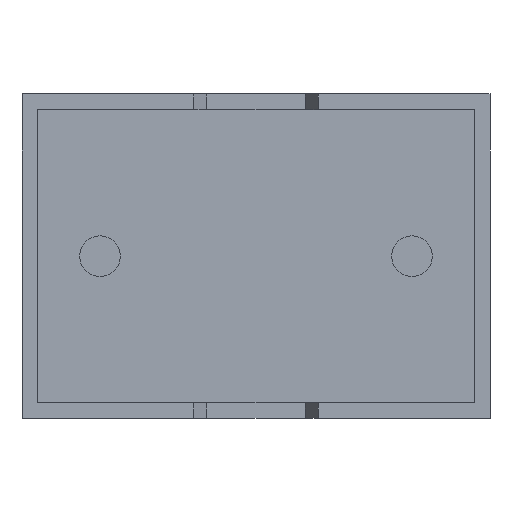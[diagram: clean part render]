
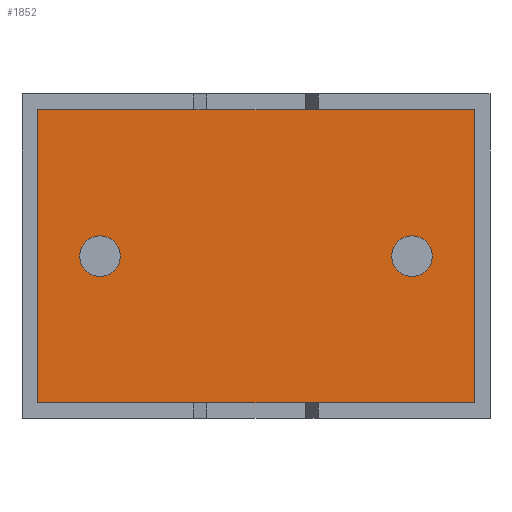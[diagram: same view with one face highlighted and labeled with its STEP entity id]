
A CAD part, front view. The second image highlights one B-rep face of the part: STEP entity #1852.
In plain terms, the highlighted planar face has unit normal (0, -1, 0).
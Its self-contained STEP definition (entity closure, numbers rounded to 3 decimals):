
#53 = DIRECTION ( 'NONE',  ( -1., 0., 0. ) ) ;
#55 = ORIENTED_EDGE ( 'NONE', *, *, #1363, .T. ) ;
#83 = AXIS2_PLACEMENT_3D ( 'NONE', #595, #2681, #1243 ) ;
#131 = DIRECTION ( 'NONE',  ( 0., -1., 0. ) ) ;
#173 = CARTESIAN_POINT ( 'NONE',  ( 0.25, 0.75, 0.25 ) ) ;
#278 = CARTESIAN_POINT ( 'NONE',  ( 1.25, 0.75, 2.6 ) ) ;
#417 = ORIENTED_EDGE ( 'NONE', *, *, #3052, .F. ) ;
#487 = ORIENTED_EDGE ( 'NONE', *, *, #1666, .T. ) ;
#495 = VECTOR ( 'NONE', #2744, 1000. ) ;
#551 = CARTESIAN_POINT ( 'NONE',  ( 6.25, 0.75, 2.925 ) ) ;
#581 = LINE ( 'NONE', #869, #495 ) ;
#595 = CARTESIAN_POINT ( 'NONE',  ( 1.25, 0.75, 2.6 ) ) ;
#630 = ORIENTED_EDGE ( 'NONE', *, *, #1862, .T. ) ;
#645 = DIRECTION ( 'NONE',  ( 0., -1., 0. ) ) ;
#651 = DIRECTION ( 'NONE',  ( 0., -1., 0. ) ) ;
#686 = EDGE_CURVE ( 'NONE', #1518, #2515, #1637, .T. ) ;
#713 = ORIENTED_EDGE ( 'NONE', *, *, #2528, .T. ) ;
#724 = EDGE_CURVE ( 'NONE', #2515, #1518, #1432, .T. ) ;
#839 = AXIS2_PLACEMENT_3D ( 'NONE', #2247, #131, #2514 ) ;
#869 = CARTESIAN_POINT ( 'NONE',  ( 0.25, 0.75, 0.25 ) ) ;
#912 = VERTEX_POINT ( 'NONE', #2325 ) ;
#961 = ORIENTED_EDGE ( 'NONE', *, *, #724, .F. ) ;
#1069 = CARTESIAN_POINT ( 'NONE',  ( 7.25, 0.75, 0.25 ) ) ;
#1075 = VECTOR ( 'NONE', #53, 1000. ) ;
#1243 = DIRECTION ( 'NONE',  ( 0., 0., -1. ) ) ;
#1275 = VERTEX_POINT ( 'NONE', #173 ) ;
#1287 = EDGE_LOOP ( 'NONE', ( #961, #2827 ) ) ;
#1363 = EDGE_CURVE ( 'NONE', #2314, #1584, #2843, .T. ) ;
#1432 = CIRCLE ( 'NONE', #1598, 0.325 ) ;
#1493 = CARTESIAN_POINT ( 'NONE',  ( 7.25, 0.75, 4.95 ) ) ;
#1497 = DIRECTION ( 'NONE',  ( 0., 0., -1. ) ) ;
#1518 = VERTEX_POINT ( 'NONE', #1631 ) ;
#1553 = DIRECTION ( 'NONE',  ( 0., 0., -1. ) ) ;
#1559 = PLANE ( 'NONE',  #839 ) ;
#1564 = CARTESIAN_POINT ( 'NONE',  ( 6.25, 0.75, 2.6 ) ) ;
#1575 = FACE_OUTER_BOUND ( 'NONE', #1607, .T. ) ;
#1582 = AXIS2_PLACEMENT_3D ( 'NONE', #278, #1927, #1713 ) ;
#1584 = VERTEX_POINT ( 'NONE', #1752 ) ;
#1598 = AXIS2_PLACEMENT_3D ( 'NONE', #1564, #645, #2272 ) ;
#1607 = EDGE_LOOP ( 'NONE', ( #487, #630, #55, #713 ) ) ;
#1631 = CARTESIAN_POINT ( 'NONE',  ( 6.25, 0.75, 2.275 ) ) ;
#1637 = CIRCLE ( 'NONE', #2377, 0.325 ) ;
#1666 = EDGE_CURVE ( 'NONE', #1706, #1275, #1926, .T. ) ;
#1706 = VERTEX_POINT ( 'NONE', #3046 ) ;
#1713 = DIRECTION ( 'NONE',  ( 0., 0., -1. ) ) ;
#1715 = CARTESIAN_POINT ( 'NONE',  ( 7.25, 0.75, 0.25 ) ) ;
#1752 = CARTESIAN_POINT ( 'NONE',  ( 7.25, 0.75, 4.95 ) ) ;
#1816 = CARTESIAN_POINT ( 'NONE',  ( 6.25, 0.75, 2.6 ) ) ;
#1852 = ADVANCED_FACE ( 'NONE', ( #2887, #1575, #2033 ), #1559, .T. ) ;
#1862 = EDGE_CURVE ( 'NONE', #1275, #2314, #581, .T. ) ;
#1875 = ORIENTED_EDGE ( 'NONE', *, *, #2917, .F. ) ;
#1903 = LINE ( 'NONE', #1493, #1075 ) ;
#1926 = LINE ( 'NONE', #2347, #2126 ) ;
#1927 = DIRECTION ( 'NONE',  ( 0., -1., 0. ) ) ;
#2033 = FACE_BOUND ( 'NONE', #2410, .T. ) ;
#2126 = VECTOR ( 'NONE', #1497, 1000. ) ;
#2218 = CARTESIAN_POINT ( 'NONE',  ( 1.25, 0.75, 2.925 ) ) ;
#2247 = CARTESIAN_POINT ( 'NONE',  ( 0., 0.75, 0. ) ) ;
#2272 = DIRECTION ( 'NONE',  ( 0., 0., -1. ) ) ;
#2314 = VERTEX_POINT ( 'NONE', #1715 ) ;
#2325 = CARTESIAN_POINT ( 'NONE',  ( 1.25, 0.75, 2.275 ) ) ;
#2347 = CARTESIAN_POINT ( 'NONE',  ( 0.25, 0.75, 4.95 ) ) ;
#2377 = AXIS2_PLACEMENT_3D ( 'NONE', #1816, #651, #1553 ) ;
#2410 = EDGE_LOOP ( 'NONE', ( #1875, #417 ) ) ;
#2514 = DIRECTION ( 'NONE',  ( 0., 0., -1. ) ) ;
#2515 = VERTEX_POINT ( 'NONE', #551 ) ;
#2528 = EDGE_CURVE ( 'NONE', #1584, #1706, #1903, .T. ) ;
#2578 = VECTOR ( 'NONE', #2836, 1000. ) ;
#2628 = CIRCLE ( 'NONE', #1582, 0.325 ) ;
#2681 = DIRECTION ( 'NONE',  ( 0., -1., 0. ) ) ;
#2744 = DIRECTION ( 'NONE',  ( 1., 0., 0. ) ) ;
#2770 = CIRCLE ( 'NONE', #83, 0.325 ) ;
#2821 = VERTEX_POINT ( 'NONE', #2218 ) ;
#2827 = ORIENTED_EDGE ( 'NONE', *, *, #686, .F. ) ;
#2836 = DIRECTION ( 'NONE',  ( 0., 0., 1. ) ) ;
#2843 = LINE ( 'NONE', #1069, #2578 ) ;
#2887 = FACE_BOUND ( 'NONE', #1287, .T. ) ;
#2917 = EDGE_CURVE ( 'NONE', #2821, #912, #2628, .T. ) ;
#3046 = CARTESIAN_POINT ( 'NONE',  ( 0.25, 0.75, 4.95 ) ) ;
#3052 = EDGE_CURVE ( 'NONE', #912, #2821, #2770, .T. ) ;
